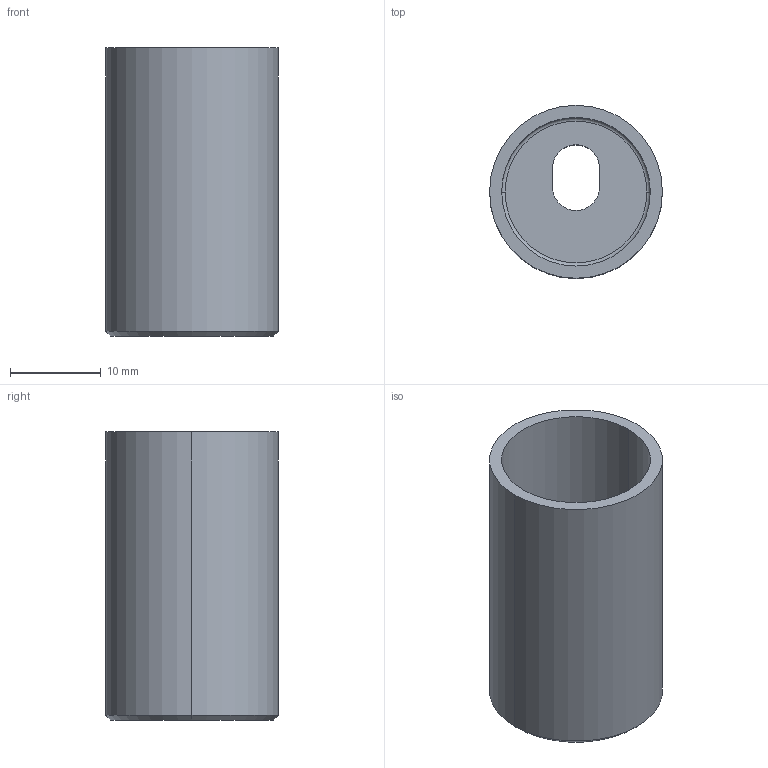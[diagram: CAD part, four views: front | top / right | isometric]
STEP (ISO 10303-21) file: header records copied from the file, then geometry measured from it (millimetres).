
FILE_DESCRIPTION (( 'STEP AP214' ), '1' );
FILE_NAME ('BK0035.STEP', '2023-11-08T17:06:51', ( '' ), ( '' ), 'SwSTEP 2.0', 'SolidWorks 2023', '' );
FILE_SCHEMA (( 'AUTOMOTIVE_DESIGN' ));
Length unit declared in the file: inch
Products named in the file (1): BK0035
Bounding box: 19.05 x 19.05 x 31.75 mm (x, y, z)
Volume: 5031.9 mm3; surface area: 3548.7 mm2
Topology: 1 solids, 1 shells, 15 faces, 32 edges, 20 vertices
Faces by surface type: cylinder 6, plane 5, cone 2, torus 2
Entity records: 443 total; most frequent: DIRECTION 82, CARTESIAN_POINT 68, ORIENTED_EDGE 64, AXIS2_PLACEMENT_3D 34, EDGE_CURVE 32, VERTEX_POINT 20, EDGE_LOOP 18, CIRCLE 18
